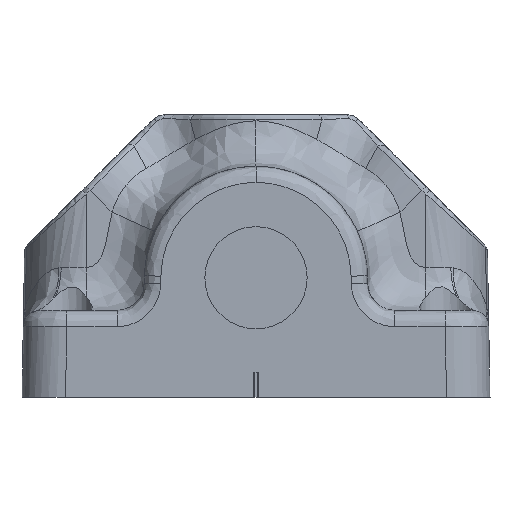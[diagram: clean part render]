
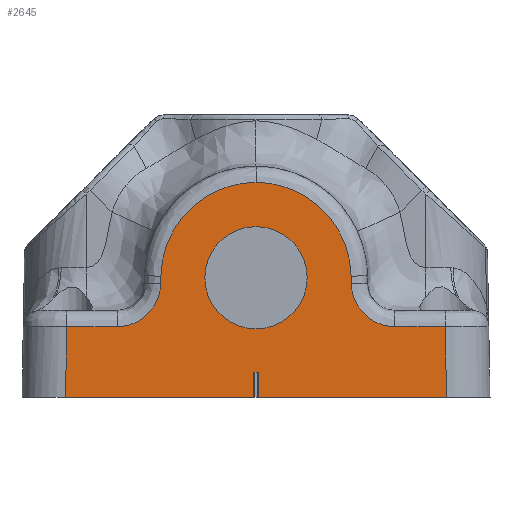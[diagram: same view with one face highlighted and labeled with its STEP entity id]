
A CAD part, front view. The second image highlights one B-rep face of the part: STEP entity #2645.
In plain terms, the highlighted planar face has unit normal (0, -1, 0).
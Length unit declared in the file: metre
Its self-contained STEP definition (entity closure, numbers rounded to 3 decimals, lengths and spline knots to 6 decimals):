
#39=PLANE('',#2809);
#70=FACE_BOUND('',#604,.T.);
#126=LINE('',#5822,#228);
#133=LINE('',#5837,#235);
#136=LINE('',#5841,#238);
#143=LINE('',#5919,#245);
#144=LINE('',#5932,#246);
#145=LINE('',#5934,#247);
#146=LINE('',#5935,#248);
#147=LINE('',#5937,#249);
#148=LINE('',#5939,#250);
#149=LINE('',#5941,#251);
#150=LINE('',#5953,#252);
#228=VECTOR('',#3006,0.00462);
#235=VECTOR('',#3017,0.00462);
#238=VECTOR('',#3022,0.0008);
#245=VECTOR('',#3033,0.001445);
#246=VECTOR('',#3034,0.009276);
#247=VECTOR('',#3035,0.013002);
#248=VECTOR('',#3036,0.034624);
#249=VECTOR('',#3037,0.034624);
#250=VECTOR('',#3038,0.013002);
#251=VECTOR('',#3039,0.009276);
#252=VECTOR('',#3040,0.001445);
#439=FACE_OUTER_BOUND('',#603,.T.);
#603=EDGE_LOOP('',(#1833,#1834,#1835,#1836,#1837,#1838,#1839,#1840,#1841,
#1842,#1843,#1844,#1845,#1846,#1847));
#604=EDGE_LOOP('',(#1848));
#820=B_SPLINE_CURVE_WITH_KNOTS('',3,(#5893,#5894,#5895,#5896,#5897,#5898,
#5899,#5900,#5901,#5902,#5903,#5904),.UNSPECIFIED.,.F.,.F.,(4,2,2,2,2,4),
(0.,1.182081,10.527974,18.008377,23.549416,
27.012566),.UNSPECIFIED.);
#821=B_SPLINE_CURVE_WITH_KNOTS('',3,(#5906,#5907,#5908,#5909,#5910,#5911,
#5912,#5913,#5914,#5915,#5916,#5917),.UNSPECIFIED.,.F.,.F.,(4,2,2,2,2,4),
(0.,1.182081,10.527974,18.008377,23.549416,
27.012566),.UNSPECIFIED.);
#822=B_SPLINE_CURVE_WITH_KNOTS('',3,(#5921,#5922,#5923,#5924,#5925,#5926,
#5927,#5928,#5929,#5930),.UNSPECIFIED.,.F.,.F.,(4,2,2,2,4),(0.,4.179329,
8.232012,10.764939,12.348018),.UNSPECIFIED.);
#823=B_SPLINE_CURVE_WITH_KNOTS('',3,(#5943,#5944,#5945,#5946,#5947,#5948,
#5949,#5950,#5951,#5952),.UNSPECIFIED.,.F.,.F.,(4,2,2,2,4),(0.,4.179329,
8.232012,10.764939,12.348018),.UNSPECIFIED.);
#991=CIRCLE('',#2810,0.0094);
#1115=VERTEX_POINT('',#5820);
#1116=VERTEX_POINT('',#5821);
#1121=VERTEX_POINT('',#5835);
#1122=VERTEX_POINT('',#5836);
#1130=VERTEX_POINT('',#5891);
#1131=VERTEX_POINT('',#5892);
#1132=VERTEX_POINT('',#5905);
#1133=VERTEX_POINT('',#5918);
#1134=VERTEX_POINT('',#5920);
#1135=VERTEX_POINT('',#5931);
#1136=VERTEX_POINT('',#5933);
#1137=VERTEX_POINT('',#5936);
#1138=VERTEX_POINT('',#5938);
#1139=VERTEX_POINT('',#5940);
#1140=VERTEX_POINT('',#5942);
#1141=VERTEX_POINT('',#5954);
#1383=EDGE_CURVE('',#1115,#1116,#126,.T.);
#1390=EDGE_CURVE('',#1121,#1122,#133,.T.);
#1393=EDGE_CURVE('',#1116,#1121,#136,.T.);
#1403=EDGE_CURVE('',#1130,#1131,#820,.T.);
#1404=EDGE_CURVE('',#1132,#1131,#821,.T.);
#1405=EDGE_CURVE('',#1133,#1132,#143,.T.);
#1406=EDGE_CURVE('',#1134,#1133,#822,.T.);
#1407=EDGE_CURVE('',#1135,#1134,#144,.T.);
#1408=EDGE_CURVE('',#1136,#1135,#145,.T.);
#1409=EDGE_CURVE('',#1136,#1115,#146,.T.);
#1410=EDGE_CURVE('',#1137,#1122,#147,.T.);
#1411=EDGE_CURVE('',#1137,#1138,#148,.T.);
#1412=EDGE_CURVE('',#1138,#1139,#149,.T.);
#1413=EDGE_CURVE('',#1139,#1140,#823,.T.);
#1414=EDGE_CURVE('',#1140,#1130,#150,.T.);
#1415=EDGE_CURVE('',#1141,#1141,#991,.T.);
#1833=ORIENTED_EDGE('',*,*,#1403,.T.);
#1834=ORIENTED_EDGE('',*,*,#1404,.F.);
#1835=ORIENTED_EDGE('',*,*,#1405,.F.);
#1836=ORIENTED_EDGE('',*,*,#1406,.F.);
#1837=ORIENTED_EDGE('',*,*,#1407,.F.);
#1838=ORIENTED_EDGE('',*,*,#1408,.F.);
#1839=ORIENTED_EDGE('',*,*,#1409,.T.);
#1840=ORIENTED_EDGE('',*,*,#1383,.T.);
#1841=ORIENTED_EDGE('',*,*,#1393,.T.);
#1842=ORIENTED_EDGE('',*,*,#1390,.T.);
#1843=ORIENTED_EDGE('',*,*,#1410,.F.);
#1844=ORIENTED_EDGE('',*,*,#1411,.T.);
#1845=ORIENTED_EDGE('',*,*,#1412,.T.);
#1846=ORIENTED_EDGE('',*,*,#1413,.T.);
#1847=ORIENTED_EDGE('',*,*,#1414,.T.);
#1848=ORIENTED_EDGE('',*,*,#1415,.F.);
#2645=ADVANCED_FACE('',(#439,#70),#39,.T.);
#2809=AXIS2_PLACEMENT_3D('',#5890,#3031,#3032);
#2810=AXIS2_PLACEMENT_3D('',#5955,#3041,#3042);
#3006=DIRECTION('',(0.,0.,1.));
#3017=DIRECTION('',(0.,0.,-1.));
#3022=DIRECTION('',(1.,0.,0.));
#3031=DIRECTION('center_axis',(0.,-1.,0.));
#3032=DIRECTION('ref_axis',(-1.,0.,0.));
#3033=DIRECTION('',(0.017,0.,1.));
#3034=DIRECTION('',(1.,0.,0.));
#3035=DIRECTION('',(0.017,0.,1.));
#3036=DIRECTION('',(1.,0.,0.));
#3037=DIRECTION('',(-1.,0.,0.));
#3038=DIRECTION('',(-0.017,0.,1.));
#3039=DIRECTION('',(-1.,0.,0.));
#3040=DIRECTION('',(-0.017,0.,1.));
#3041=DIRECTION('center_axis',(0.,-1.,0.));
#3042=DIRECTION('ref_axis',(0.,0.,-1.));
#5820=CARTESIAN_POINT('',(-0.0004,-0.030025,0.));
#5821=CARTESIAN_POINT('',(-0.0004,-0.030025,0.00462));
#5822=CARTESIAN_POINT('',(-0.0004,-0.030025,0.008092));
#5835=CARTESIAN_POINT('',(0.0004,-0.030025,0.00462));
#5836=CARTESIAN_POINT('',(0.0004,-0.030025,0.));
#5837=CARTESIAN_POINT('',(0.0004,-0.030025,0.008092));
#5841=CARTESIAN_POINT('',(-0.008792,-0.030025,0.00462));
#5890=CARTESIAN_POINT('Origin',(0.017585,-0.030025,0.016184));
#5891=CARTESIAN_POINT('',(0.017497,-0.030025,0.022305));
#5892=CARTESIAN_POINT('',(0.,-0.030025,0.0395));
#5893=CARTESIAN_POINT('Ctrl Pts',(0.017497,-0.030025,0.022305));
#5894=CARTESIAN_POINT('Ctrl Pts',(0.01749,-0.030025,0.022699));
#5895=CARTESIAN_POINT('Ctrl Pts',(0.01747,-0.030025,0.023094));
#5896=CARTESIAN_POINT('Ctrl Pts',(0.01717,-0.030025,0.026609));
#5897=CARTESIAN_POINT('Ctrl Pts',(0.016047,-0.030025,0.029654));
#5898=CARTESIAN_POINT('Ctrl Pts',(0.012746,-0.030025,0.034253));
#5899=CARTESIAN_POINT('Ctrl Pts',(0.010844,-0.030025,0.035962));
#5900=CARTESIAN_POINT('Ctrl Pts',(0.007042,-0.030025,0.038129));
#5901=CARTESIAN_POINT('Ctrl Pts',(0.005291,-0.030025,0.038784));
#5902=CARTESIAN_POINT('Ctrl Pts',(0.00232,-0.030025,0.039385));
#5903=CARTESIAN_POINT('Ctrl Pts',(0.001154,-0.030025,0.0395));
#5904=CARTESIAN_POINT('Ctrl Pts',(0.,-0.030025,0.0395));
#5905=CARTESIAN_POINT('',(-0.017497,-0.030025,0.022305));
#5906=CARTESIAN_POINT('Ctrl Pts',(-0.017497,-0.030025,0.022305));
#5907=CARTESIAN_POINT('Ctrl Pts',(-0.01749,-0.030025,0.022699));
#5908=CARTESIAN_POINT('Ctrl Pts',(-0.01747,-0.030025,0.023094));
#5909=CARTESIAN_POINT('Ctrl Pts',(-0.01717,-0.030025,0.026609));
#5910=CARTESIAN_POINT('Ctrl Pts',(-0.016047,-0.030025,0.029654));
#5911=CARTESIAN_POINT('Ctrl Pts',(-0.012746,-0.030025,0.034253));
#5912=CARTESIAN_POINT('Ctrl Pts',(-0.010844,-0.030025,0.035962));
#5913=CARTESIAN_POINT('Ctrl Pts',(-0.007042,-0.030025,0.038129));
#5914=CARTESIAN_POINT('Ctrl Pts',(-0.005291,-0.030025,0.038784));
#5915=CARTESIAN_POINT('Ctrl Pts',(-0.00232,-0.030025,0.039385));
#5916=CARTESIAN_POINT('Ctrl Pts',(-0.001154,-0.030025,0.0395));
#5917=CARTESIAN_POINT('Ctrl Pts',(0.,-0.030025,0.0395));
#5918=CARTESIAN_POINT('',(-0.017523,-0.030025,0.02086));
#5919=CARTESIAN_POINT('',(-0.017557,-0.030025,0.018884));
#5920=CARTESIAN_POINT('',(-0.025521,-0.030025,0.013));
#5921=CARTESIAN_POINT('Ctrl Pts',(-0.025521,-0.030025,0.013));
#5922=CARTESIAN_POINT('Ctrl Pts',(-0.024128,-0.030025,0.013));
#5923=CARTESIAN_POINT('Ctrl Pts',(-0.022724,-0.030025,0.013374));
#5924=CARTESIAN_POINT('Ctrl Pts',(-0.020329,-0.030025,0.014764));
#5925=CARTESIAN_POINT('Ctrl Pts',(-0.019334,-0.030025,0.015749));
#5926=CARTESIAN_POINT('Ctrl Pts',(-0.018205,-0.030025,0.017654));
#5927=CARTESIAN_POINT('Ctrl Pts',(-0.017892,-0.030025,0.018449));
#5928=CARTESIAN_POINT('Ctrl Pts',(-0.017594,-0.030025,0.019801));
#5929=CARTESIAN_POINT('Ctrl Pts',(-0.017532,-0.030025,0.020333));
#5930=CARTESIAN_POINT('Ctrl Pts',(-0.017523,-0.030025,0.02086));
#5931=CARTESIAN_POINT('',(-0.034797,-0.030025,0.013));
#5932=CARTESIAN_POINT('',(-0.025859,-0.030025,0.013));
#5933=CARTESIAN_POINT('',(-0.035024,-0.030025,0.));
#5934=CARTESIAN_POINT('',(-0.035178,-0.030025,-0.008828));
#5935=CARTESIAN_POINT('',(-0.00875,-0.030025,0.));
#5936=CARTESIAN_POINT('',(0.035024,-0.030025,0.));
#5937=CARTESIAN_POINT('',(0.00875,-0.030025,0.));
#5938=CARTESIAN_POINT('',(0.034797,-0.030025,0.013));
#5939=CARTESIAN_POINT('',(0.035178,-0.030025,-0.008828));
#5940=CARTESIAN_POINT('',(0.025521,-0.030025,0.013));
#5941=CARTESIAN_POINT('',(0.025859,-0.030025,0.013));
#5942=CARTESIAN_POINT('',(0.017523,-0.030025,0.02086));
#5943=CARTESIAN_POINT('Ctrl Pts',(0.025521,-0.030025,0.013));
#5944=CARTESIAN_POINT('Ctrl Pts',(0.024128,-0.030025,0.013));
#5945=CARTESIAN_POINT('Ctrl Pts',(0.022724,-0.030025,0.013374));
#5946=CARTESIAN_POINT('Ctrl Pts',(0.020329,-0.030025,0.014764));
#5947=CARTESIAN_POINT('Ctrl Pts',(0.019334,-0.030025,0.015749));
#5948=CARTESIAN_POINT('Ctrl Pts',(0.018205,-0.030025,0.017654));
#5949=CARTESIAN_POINT('Ctrl Pts',(0.017892,-0.030025,0.018449));
#5950=CARTESIAN_POINT('Ctrl Pts',(0.017594,-0.030025,0.019801));
#5951=CARTESIAN_POINT('Ctrl Pts',(0.017532,-0.030025,0.020333));
#5952=CARTESIAN_POINT('Ctrl Pts',(0.017523,-0.030025,0.02086));
#5953=CARTESIAN_POINT('',(0.017557,-0.030025,0.018884));
#5954=CARTESIAN_POINT('',(0.,-0.030025,0.0126));
#5955=CARTESIAN_POINT('Origin',(0.,-0.030025,0.022));
